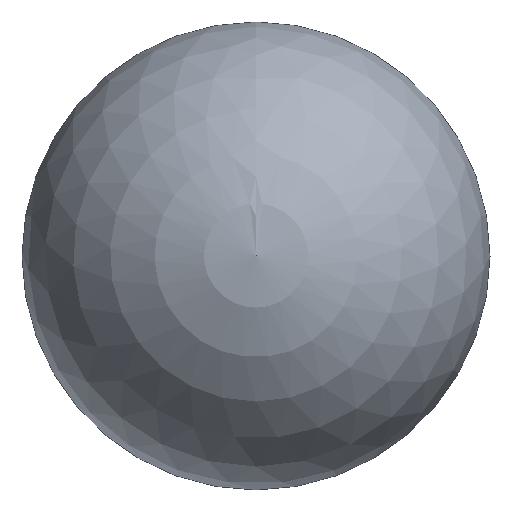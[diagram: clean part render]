
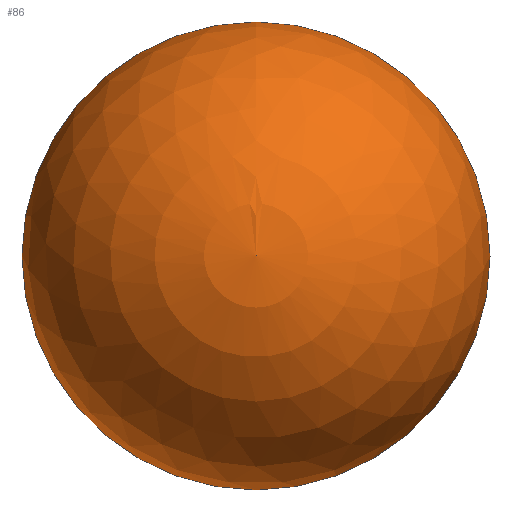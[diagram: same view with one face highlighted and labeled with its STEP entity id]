
A CAD part, top view. The second image highlights one B-rep face of the part: STEP entity #86.
In plain terms, the highlighted spherical face has radius 1.984 mm.
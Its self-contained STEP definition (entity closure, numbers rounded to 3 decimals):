
#1 = AXIS2_PLACEMENT_3D ( 'NONE', #6, #29, #51 ) ;
#6 = CARTESIAN_POINT ( 'NONE',  ( 0., 10.009, 0. ) ) ;
#12 = FACE_OUTER_BOUND ( 'NONE', #19, .T. ) ;
#13 = CIRCLE ( 'NONE', #21, 1.985 ) ;
#19 = EDGE_LOOP ( 'NONE', ( #69, #32 ) ) ;
#21 = AXIS2_PLACEMENT_3D ( 'NONE', #22, #44, #63 ) ;
#22 = CARTESIAN_POINT ( 'NONE',  ( 0., 10.009, 0. ) ) ;
#29 = DIRECTION ( 'NONE',  ( 0., 0., -1. ) ) ;
#32 = ORIENTED_EDGE ( 'NONE', *, *, #34, .T. ) ;
#34 = EDGE_CURVE ( 'NONE', #87, #83, #13, .T. ) ;
#44 = DIRECTION ( 'NONE',  ( 0., 0., 1. ) ) ;
#47 = DIRECTION ( 'NONE',  ( 0., 1., 0. ) ) ;
#50 = EDGE_CURVE ( 'NONE', #87, #83, #65, .T. ) ;
#51 = DIRECTION ( 'NONE',  ( 0., 1., 0. ) ) ;
#57 = CARTESIAN_POINT ( 'NONE',  ( 0., 10.009, 0. ) ) ;
#63 = DIRECTION ( 'NONE',  ( 1., 0., 0. ) ) ;
#64 = CARTESIAN_POINT ( 'NONE',  ( 1.985, 10.009, 0. ) ) ;
#65 = CIRCLE ( 'NONE', #1, 1.985 ) ;
#66 = AXIS2_PLACEMENT_3D ( 'NONE', #57, #81, #47 ) ;
#69 = ORIENTED_EDGE ( 'NONE', *, *, #50, .F. ) ;
#70 = SPHERICAL_SURFACE ( 'NONE', #66, 1.985 ) ;
#73 = CARTESIAN_POINT ( 'NONE',  ( -1.985, 10.009, 0. ) ) ;
#81 = DIRECTION ( 'NONE',  ( 0., 0., -1. ) ) ;
#83 = VERTEX_POINT ( 'NONE', #73 ) ;
#86 = ADVANCED_FACE ( 'NONE', ( #12 ), #70, .T. ) ;
#87 = VERTEX_POINT ( 'NONE', #64 ) ;
